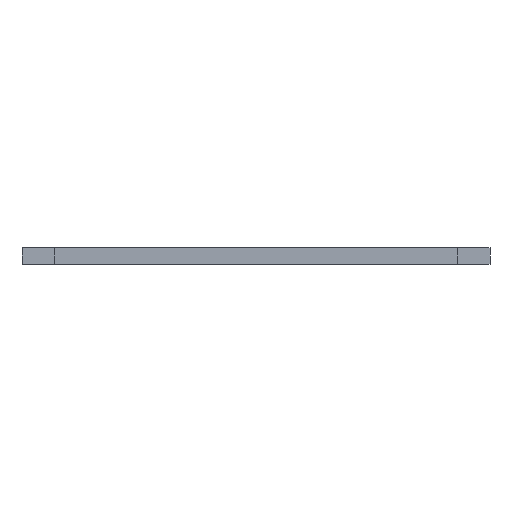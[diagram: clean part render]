
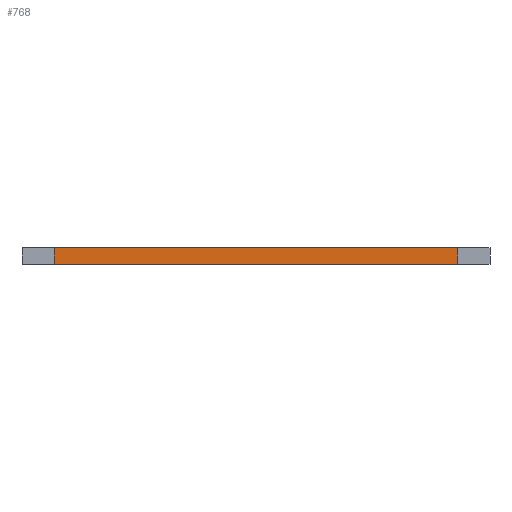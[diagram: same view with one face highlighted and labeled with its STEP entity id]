
A CAD part, left-side view. The second image highlights one B-rep face of the part: STEP entity #768.
In plain terms, the highlighted planar face has unit normal (-1, 0, 0).
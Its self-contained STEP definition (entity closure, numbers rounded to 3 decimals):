
#55=PLANE('',#833);
#92=FACE_OUTER_BOUND('',#129,.T.);
#129=EDGE_LOOP('',(#650,#651,#652,#653));
#161=LINE('',#1076,#252);
#177=LINE('',#1109,#268);
#234=LINE('',#1238,#325);
#235=LINE('',#1239,#326);
#252=VECTOR('',#879,10.);
#268=VECTOR('',#905,10.);
#325=VECTOR('',#1022,10.);
#326=VECTOR('',#1023,10.);
#357=VERTEX_POINT('',#1073);
#358=VERTEX_POINT('',#1075);
#369=VERTEX_POINT('',#1106);
#370=VERTEX_POINT('',#1108);
#433=EDGE_CURVE('',#358,#357,#161,.T.);
#449=EDGE_CURVE('',#369,#370,#177,.T.);
#514=EDGE_CURVE('',#369,#358,#234,.T.);
#515=EDGE_CURVE('',#370,#357,#235,.T.);
#650=ORIENTED_EDGE('',*,*,#514,.T.);
#651=ORIENTED_EDGE('',*,*,#433,.T.);
#652=ORIENTED_EDGE('',*,*,#515,.F.);
#653=ORIENTED_EDGE('',*,*,#449,.F.);
#768=ADVANCED_FACE('',(#92),#55,.T.);
#833=AXIS2_PLACEMENT_3D('',#1237,#1020,#1021);
#879=DIRECTION('',(0.,0.,1.));
#905=DIRECTION('',(0.,0.,1.));
#1020=DIRECTION('center_axis',(-1.,0.,0.));
#1021=DIRECTION('ref_axis',(0.,-1.,0.));
#1022=DIRECTION('',(0.,-1.,0.));
#1023=DIRECTION('',(0.,-1.,0.));
#1073=CARTESIAN_POINT('',(81.,-15.,73.975));
#1075=CARTESIAN_POINT('',(81.,-15.,70.8));
#1076=CARTESIAN_POINT('',(81.,-15.,70.8));
#1106=CARTESIAN_POINT('',(81.,65.,70.8));
#1108=CARTESIAN_POINT('',(81.,65.,73.975));
#1109=CARTESIAN_POINT('',(81.,65.,70.8));
#1237=CARTESIAN_POINT('Origin',(81.,65.,70.8));
#1238=CARTESIAN_POINT('',(81.,65.,70.8));
#1239=CARTESIAN_POINT('',(81.,45.,73.975));
